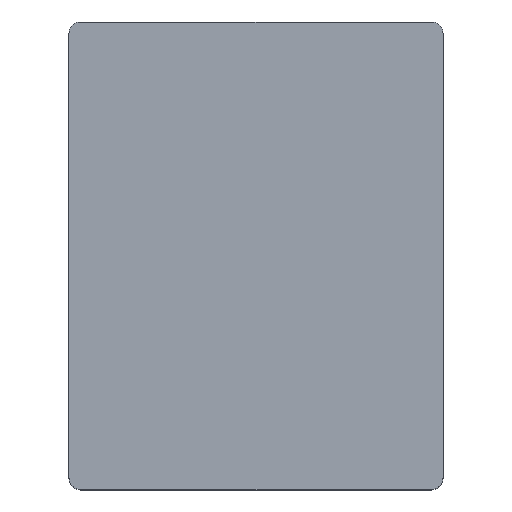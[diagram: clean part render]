
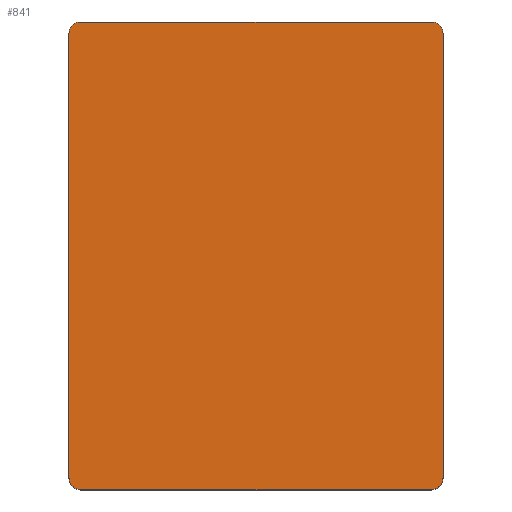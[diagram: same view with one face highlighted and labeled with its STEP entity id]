
A CAD part, top view. The second image highlights one B-rep face of the part: STEP entity #841.
In plain terms, the highlighted planar face has unit normal (0, 0, 1).
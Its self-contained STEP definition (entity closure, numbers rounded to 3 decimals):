
#5 = DIRECTION ( 'NONE',  ( 0., -1., 0. ) ) ;
#17 = PLANE ( 'NONE',  #368 ) ;
#30 = AXIS2_PLACEMENT_3D ( 'NONE', #1007, #681, #991 ) ;
#62 = EDGE_CURVE ( 'NONE', #374, #309, #676, .T. ) ;
#74 = AXIS2_PLACEMENT_3D ( 'NONE', #921, #370, #620 ) ;
#77 = CARTESIAN_POINT ( 'NONE',  ( -0.8, 0.951, 1.048 ) ) ;
#89 = ORIENTED_EDGE ( 'NONE', *, *, #522, .T. ) ;
#99 = EDGE_CURVE ( 'NONE', #251, #836, #765, .T. ) ;
#159 = DIRECTION ( 'NONE',  ( -1., 0., 0. ) ) ;
#169 = DIRECTION ( 'NONE',  ( 1., 0., 0. ) ) ;
#187 = CARTESIAN_POINT ( 'NONE',  ( 0.8, -0.949, 1.048 ) ) ;
#204 = EDGE_CURVE ( 'NONE', #949, #665, #245, .T. ) ;
#221 = CARTESIAN_POINT ( 'NONE',  ( 0., 1.001, 1.048 ) ) ;
#236 = DIRECTION ( 'NONE',  ( 0., 0., 1. ) ) ;
#245 = LINE ( 'NONE', #405, #554 ) ;
#251 = VERTEX_POINT ( 'NONE', #1015 ) ;
#259 = AXIS2_PLACEMENT_3D ( 'NONE', #388, #539, #159 ) ;
#267 = CARTESIAN_POINT ( 'NONE',  ( -0.75, -0.999, 1.048 ) ) ;
#270 = ORIENTED_EDGE ( 'NONE', *, *, #289, .T. ) ;
#289 = EDGE_CURVE ( 'NONE', #698, #374, #735, .T. ) ;
#309 = VERTEX_POINT ( 'NONE', #187 ) ;
#316 = FACE_OUTER_BOUND ( 'NONE', #381, .T. ) ;
#346 = ORIENTED_EDGE ( 'NONE', *, *, #700, .T. ) ;
#367 = CIRCLE ( 'NONE', #30, 0.05 ) ;
#368 = AXIS2_PLACEMENT_3D ( 'NONE', #491, #627, #169 ) ;
#370 = DIRECTION ( 'NONE',  ( 0., 0., 1. ) ) ;
#374 = VERTEX_POINT ( 'NONE', #423 ) ;
#381 = EDGE_LOOP ( 'NONE', ( #270, #630, #346, #436, #778, #613, #502, #89 ) ) ;
#383 = CARTESIAN_POINT ( 'NONE',  ( 0.8, 0.951, 1.048 ) ) ;
#388 = CARTESIAN_POINT ( 'NONE',  ( -0.75, 0.951, 1.048 ) ) ;
#399 = CARTESIAN_POINT ( 'NONE',  ( -0.8, -0.949, 1.048 ) ) ;
#405 = CARTESIAN_POINT ( 'NONE',  ( -0.8, 0.001, 1.048 ) ) ;
#423 = CARTESIAN_POINT ( 'NONE',  ( 0.75, -0.999, 1.048 ) ) ;
#436 = ORIENTED_EDGE ( 'NONE', *, *, #569, .T. ) ;
#458 = DIRECTION ( 'NONE',  ( -1., 0., 0. ) ) ;
#491 = CARTESIAN_POINT ( 'NONE',  ( 0., 0.001, 1.048 ) ) ;
#502 = ORIENTED_EDGE ( 'NONE', *, *, #204, .T. ) ;
#506 = VERTEX_POINT ( 'NONE', #383 ) ;
#522 = EDGE_CURVE ( 'NONE', #665, #698, #367, .T. ) ;
#539 = DIRECTION ( 'NONE',  ( 0., 0., 1. ) ) ;
#554 = VECTOR ( 'NONE', #5, 1000. ) ;
#566 = DIRECTION ( 'NONE',  ( 0., 1., 0. ) ) ;
#569 = EDGE_CURVE ( 'NONE', #506, #251, #705, .T. ) ;
#588 = DIRECTION ( 'NONE',  ( 1., 0., 0. ) ) ;
#599 = EDGE_CURVE ( 'NONE', #836, #949, #774, .T. ) ;
#613 = ORIENTED_EDGE ( 'NONE', *, *, #599, .T. ) ;
#620 = DIRECTION ( 'NONE',  ( -1., 0., 0. ) ) ;
#627 = DIRECTION ( 'NONE',  ( 0., 0., 1. ) ) ;
#630 = ORIENTED_EDGE ( 'NONE', *, *, #62, .T. ) ;
#638 = AXIS2_PLACEMENT_3D ( 'NONE', #946, #236, #1014 ) ;
#641 = CARTESIAN_POINT ( 'NONE',  ( -0.75, 1.001, 1.048 ) ) ;
#643 = CARTESIAN_POINT ( 'NONE',  ( 0.8, 0.001, 1.048 ) ) ;
#653 = LINE ( 'NONE', #643, #987 ) ;
#654 = VECTOR ( 'NONE', #588, 1000. ) ;
#665 = VERTEX_POINT ( 'NONE', #399 ) ;
#676 = CIRCLE ( 'NONE', #74, 0.05 ) ;
#681 = DIRECTION ( 'NONE',  ( 0., 0., 1. ) ) ;
#698 = VERTEX_POINT ( 'NONE', #267 ) ;
#700 = EDGE_CURVE ( 'NONE', #309, #506, #653, .T. ) ;
#705 = CIRCLE ( 'NONE', #638, 0.05 ) ;
#735 = LINE ( 'NONE', #981, #654 ) ;
#765 = LINE ( 'NONE', #221, #931 ) ;
#774 = CIRCLE ( 'NONE', #259, 0.05 ) ;
#778 = ORIENTED_EDGE ( 'NONE', *, *, #99, .T. ) ;
#836 = VERTEX_POINT ( 'NONE', #641 ) ;
#841 = ADVANCED_FACE ( 'NONE', ( #316 ), #17, .T. ) ;
#921 = CARTESIAN_POINT ( 'NONE',  ( 0.75, -0.949, 1.048 ) ) ;
#931 = VECTOR ( 'NONE', #458, 1000. ) ;
#946 = CARTESIAN_POINT ( 'NONE',  ( 0.75, 0.951, 1.048 ) ) ;
#949 = VERTEX_POINT ( 'NONE', #77 ) ;
#981 = CARTESIAN_POINT ( 'NONE',  ( 0., -0.999, 1.048 ) ) ;
#987 = VECTOR ( 'NONE', #566, 1000. ) ;
#991 = DIRECTION ( 'NONE',  ( -1., 0., 0. ) ) ;
#1007 = CARTESIAN_POINT ( 'NONE',  ( -0.75, -0.949, 1.048 ) ) ;
#1014 = DIRECTION ( 'NONE',  ( -1., 0., 0. ) ) ;
#1015 = CARTESIAN_POINT ( 'NONE',  ( 0.75, 1.001, 1.048 ) ) ;
